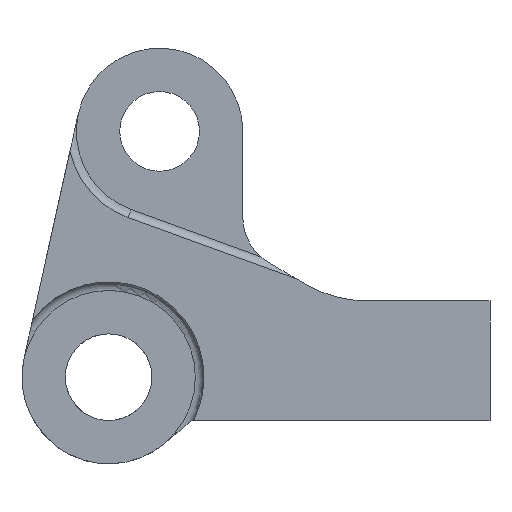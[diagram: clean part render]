
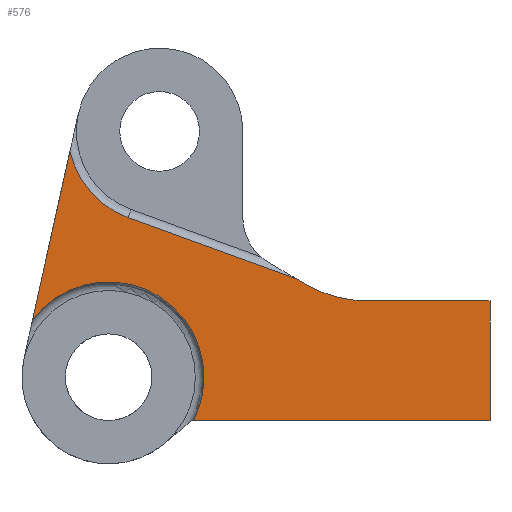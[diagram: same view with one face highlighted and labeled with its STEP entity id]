
A CAD part, left-side view. The second image highlights one B-rep face of the part: STEP entity #576.
In plain terms, the highlighted planar face has unit normal (-1, 0, 0).
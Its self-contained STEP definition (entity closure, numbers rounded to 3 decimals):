
#163=CARTESIAN_POINT('Vertex',(0.,0.,0.)) ;
#166=CARTESIAN_POINT('Line Origine',(0.,8.551,0.)) ;
#170=CARTESIAN_POINT('Vertex',(0.,17.101,0.)) ;
#242=CARTESIAN_POINT('Vertex',(0.,7.092,6.9)) ;
#245=CARTESIAN_POINT('Line Origine',(0.,3.546,6.9)) ;
#249=CARTESIAN_POINT('Vertex',(0.,0.,6.9)) ;
#507=CARTESIAN_POINT('Axis2P3D Location',(0.,0.,0.)) ;
#512=CARTESIAN_POINT('Line Origine',(0.,15.996,9.924)) ;
#516=CARTESIAN_POINT('Vertex',(0.,20.874,11.7)) ;
#518=CARTESIAN_POINT('Vertex',(0.,11.117,8.147)) ;
#521=CARTESIAN_POINT('Axis2P3D Location',(0.,19.061,16.68)) ;
#525=CARTESIAN_POINT('Vertex',(0.,24.234,15.525)) ;
#528=CARTESIAN_POINT('Line Origine',(0.,25.31,10.672)) ;
#532=CARTESIAN_POINT('Vertex',(0.,26.386,5.819)) ;
#535=CARTESIAN_POINT('Axis2P3D Location',(0.,22.,2.5)) ;
#539=CARTESIAN_POINT('Vertex',(0.,16.5,2.5)) ;
#542=CARTESIAN_POINT('Axis2P3D Location',(0.,22.,2.5)) ;
#547=CARTESIAN_POINT('Line Origine',(0.,0.,3.45)) ;
#552=CARTESIAN_POINT('Axis2P3D Location',(0.,7.092,13.898)) ;
#556=CARTESIAN_POINT('Vertex',(0.,10.644,7.869)) ;
#559=CARTESIAN_POINT('Line Origine',(0.,10.881,8.008)) ;
#167=DIRECTION('Vector Direction',(0.,1.,0.)) ;
#246=DIRECTION('Vector Direction',(0.,-1.,0.)) ;
#508=DIRECTION('Axis2P3D Direction',(1.,0.,0.)) ;
#509=DIRECTION('Axis2P3D XDirection',(0.,1.,0.)) ;
#513=DIRECTION('Vector Direction',(0.,-0.94,-0.342)) ;
#522=DIRECTION('Axis2P3D Direction',(1.,0.,0.)) ;
#529=DIRECTION('Vector Direction',(0.,-0.216,0.976)) ;
#536=DIRECTION('Axis2P3D Direction',(1.,0.,0.)) ;
#543=DIRECTION('Axis2P3D Direction',(1.,0.,0.)) ;
#548=DIRECTION('Vector Direction',(0.,0.,-1.)) ;
#553=DIRECTION('Axis2P3D Direction',(1.,0.,0.)) ;
#560=DIRECTION('Vector Direction',(0.,0.862,0.508)) ;
#510=AXIS2_PLACEMENT_3D('Plane Axis2P3D',#507,#508,#509) ;
#523=AXIS2_PLACEMENT_3D('Circle Axis2P3D',#521,#522,$) ;
#537=AXIS2_PLACEMENT_3D('Circle Axis2P3D',#535,#536,$) ;
#544=AXIS2_PLACEMENT_3D('Circle Axis2P3D',#542,#543,$) ;
#554=AXIS2_PLACEMENT_3D('Circle Axis2P3D',#552,#553,$) ;
#565=ORIENTED_EDGE('',*,*,#520,.F.) ;
#566=ORIENTED_EDGE('',*,*,#527,.T.) ;
#567=ORIENTED_EDGE('',*,*,#534,.F.) ;
#568=ORIENTED_EDGE('',*,*,#541,.F.) ;
#569=ORIENTED_EDGE('',*,*,#546,.F.) ;
#570=ORIENTED_EDGE('',*,*,#172,.F.) ;
#571=ORIENTED_EDGE('',*,*,#551,.F.) ;
#572=ORIENTED_EDGE('',*,*,#251,.F.) ;
#573=ORIENTED_EDGE('',*,*,#558,.F.) ;
#574=ORIENTED_EDGE('',*,*,#563,.F.) ;
#168=VECTOR('Line Direction',#167,1.) ;
#247=VECTOR('Line Direction',#246,1.) ;
#514=VECTOR('Line Direction',#513,1.) ;
#530=VECTOR('Line Direction',#529,1.) ;
#549=VECTOR('Line Direction',#548,1.) ;
#561=VECTOR('Line Direction',#560,1.) ;
#576=ADVANCED_FACE('Corps principal',(#575),#511,.F.) ;
#524=CIRCLE('generated circle',#523,5.3) ;
#538=CIRCLE('generated circle',#537,5.5) ;
#545=CIRCLE('generated circle',#544,5.5) ;
#555=CIRCLE('generated circle',#554,6.998) ;
#172=EDGE_CURVE('',#164,#171,#169,.T.) ;
#251=EDGE_CURVE('',#243,#250,#248,.T.) ;
#520=EDGE_CURVE('',#517,#519,#515,.T.) ;
#527=EDGE_CURVE('',#517,#526,#524,.T.) ;
#534=EDGE_CURVE('',#533,#526,#531,.T.) ;
#541=EDGE_CURVE('',#540,#533,#538,.F.) ;
#546=EDGE_CURVE('',#171,#540,#545,.F.) ;
#551=EDGE_CURVE('',#250,#164,#550,.T.) ;
#558=EDGE_CURVE('',#557,#243,#555,.F.) ;
#563=EDGE_CURVE('',#519,#557,#562,.F.) ;
#564=EDGE_LOOP('',(#565,#566,#567,#568,#569,#570,#571,#572,#573,#574)) ;
#575=FACE_OUTER_BOUND('',#564,.T.) ;
#169=LINE('Line',#166,#168) ;
#248=LINE('Line',#245,#247) ;
#515=LINE('Line',#512,#514) ;
#531=LINE('Line',#528,#530) ;
#550=LINE('Line',#547,#549) ;
#562=LINE('Line',#559,#561) ;
#511=PLANE('Plane',#510) ;
#164=VERTEX_POINT('',#163) ;
#171=VERTEX_POINT('',#170) ;
#243=VERTEX_POINT('',#242) ;
#250=VERTEX_POINT('',#249) ;
#517=VERTEX_POINT('',#516) ;
#519=VERTEX_POINT('',#518) ;
#526=VERTEX_POINT('',#525) ;
#533=VERTEX_POINT('',#532) ;
#540=VERTEX_POINT('',#539) ;
#557=VERTEX_POINT('',#556) ;
